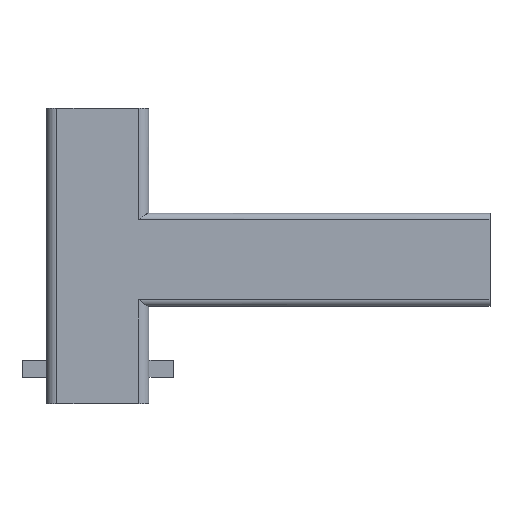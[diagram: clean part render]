
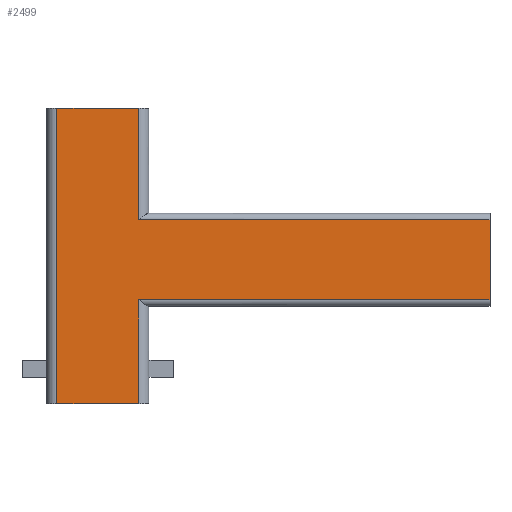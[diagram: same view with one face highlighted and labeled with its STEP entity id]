
A CAD part, left-side view. The second image highlights one B-rep face of the part: STEP entity #2499.
In plain terms, the highlighted planar face has unit normal (-1, 0, 0).
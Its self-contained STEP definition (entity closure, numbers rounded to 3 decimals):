
#126=LINE('',#3701,#390);
#179=LINE('',#3884,#443);
#181=LINE('',#3889,#445);
#198=LINE('',#3955,#462);
#199=LINE('',#3969,#463);
#200=LINE('',#3972,#464);
#201=LINE('',#3974,#465);
#202=LINE('',#3975,#466);
#390=VECTOR('',#2931,10.);
#443=VECTOR('',#3060,10.);
#445=VECTOR('',#3064,10.);
#462=VECTOR('',#3153,10.);
#463=VECTOR('',#3156,10.);
#464=VECTOR('',#3161,10.);
#465=VECTOR('',#3164,10.);
#466=VECTOR('',#3165,10.);
#635=PLANE('',#2685);
#736=FACE_OUTER_BOUND('',#867,.T.);
#867=EDGE_LOOP('',(#1991,#1992,#1993,#1994,#1995,#1996,#1997,#1998));
#1100=VERTEX_POINT('',#3698);
#1101=VERTEX_POINT('',#3700);
#1143=VERTEX_POINT('',#3869);
#1145=VERTEX_POINT('',#3873);
#1147=VERTEX_POINT('',#3888);
#1160=VERTEX_POINT('',#3953);
#1161=VERTEX_POINT('',#3957);
#1162=VERTEX_POINT('',#3968);
#1363=EDGE_CURVE('',#1100,#1101,#126,.F.);
#1433=EDGE_CURVE('',#1145,#1143,#179,.T.);
#1435=EDGE_CURVE('',#1147,#1143,#181,.T.);
#1468=EDGE_CURVE('',#1160,#1145,#198,.T.);
#1470=EDGE_CURVE('',#1161,#1162,#199,.T.);
#1472=EDGE_CURVE('',#1147,#1100,#200,.T.);
#1473=EDGE_CURVE('',#1160,#1162,#201,.T.);
#1474=EDGE_CURVE('',#1101,#1161,#202,.T.);
#1991=ORIENTED_EDGE('',*,*,#1472,.F.);
#1992=ORIENTED_EDGE('',*,*,#1435,.T.);
#1993=ORIENTED_EDGE('',*,*,#1433,.F.);
#1994=ORIENTED_EDGE('',*,*,#1468,.F.);
#1995=ORIENTED_EDGE('',*,*,#1473,.T.);
#1996=ORIENTED_EDGE('',*,*,#1470,.F.);
#1997=ORIENTED_EDGE('',*,*,#1474,.F.);
#1998=ORIENTED_EDGE('',*,*,#1363,.F.);
#2499=ADVANCED_FACE('',(#736),#635,.T.);
#2685=AXIS2_PLACEMENT_3D('',#3973,#3162,#3163);
#2931=DIRECTION('',(0.,1.,0.));
#3060=DIRECTION('',(0.,0.,-1.));
#3064=DIRECTION('',(0.,-1.,0.));
#3153=DIRECTION('',(0.,1.,0.));
#3156=DIRECTION('',(0.,-1.,0.));
#3161=DIRECTION('',(0.,0.,1.));
#3162=DIRECTION('center_axis',(-1.,0.,0.));
#3163=DIRECTION('ref_axis',(0.,0.,1.));
#3164=DIRECTION('',(0.,0.,1.));
#3165=DIRECTION('',(0.,0.,-1.));
#3698=CARTESIAN_POINT('',(-3.75,3.455,23.098));
#3700=CARTESIAN_POINT('',(-3.75,-2.945,23.098));
#3701=CARTESIAN_POINT('',(-3.75,-8.487,23.098));
#3869=CARTESIAN_POINT('',(-3.75,-2.945,0.));
#3873=CARTESIAN_POINT('',(-3.75,-2.945,8.125));
#3884=CARTESIAN_POINT('',(-3.75,-2.945,16.558));
#3888=CARTESIAN_POINT('',(-3.75,3.455,0.));
#3889=CARTESIAN_POINT('',(-3.75,4.255,0.));
#3953=CARTESIAN_POINT('',(-3.75,-30.39,8.125));
#3955=CARTESIAN_POINT('',(-3.75,-24.504,8.125));
#3957=CARTESIAN_POINT('',(-3.75,-2.945,14.375));
#3968=CARTESIAN_POINT('',(-3.75,-30.39,14.375));
#3969=CARTESIAN_POINT('',(-3.75,-10.665,14.375));
#3972=CARTESIAN_POINT('',(-3.75,3.455,5.625));
#3973=CARTESIAN_POINT('Origin',(-3.75,-17.584,11.25));
#3974=CARTESIAN_POINT('',(-3.75,-30.39,11.25));
#3975=CARTESIAN_POINT('',(-3.75,-2.945,16.558));
